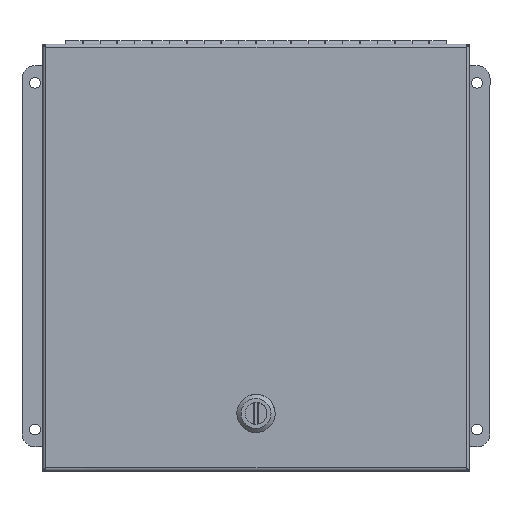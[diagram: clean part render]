
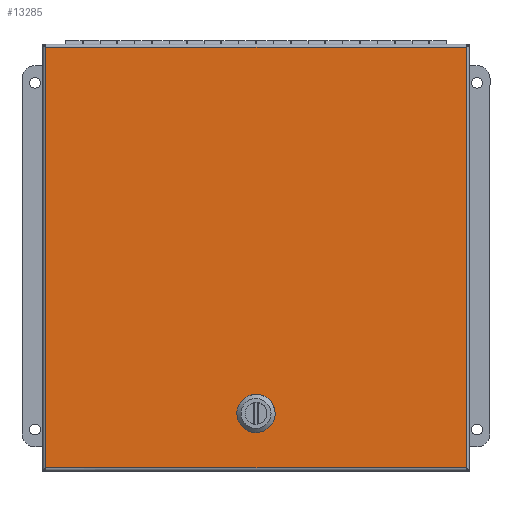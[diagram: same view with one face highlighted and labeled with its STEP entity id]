
A CAD part, top view. The second image highlights one B-rep face of the part: STEP entity #13285.
In plain terms, the highlighted face is planar.
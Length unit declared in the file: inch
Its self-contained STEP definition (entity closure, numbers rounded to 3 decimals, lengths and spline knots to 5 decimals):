
#565=FACE_BOUND('',#2457,.T.);
#664=CIRCLE('',#14362,0.45);
#666=CIRCLE('',#14366,0.45);
#668=CIRCLE('',#14370,0.45);
#670=CIRCLE('',#14374,0.45);
#1253=PLANE('',#14382);
#1674=FACE_OUTER_BOUND('',#2456,.T.);
#2456=EDGE_LOOP('',(#8929,#8930,#8931,#8932));
#2457=EDGE_LOOP('',(#8933,#8934,#8935,#8936,#8937,#8938,#8939,#8940));
#3293=LINE('',#19705,#4427);
#3316=LINE('',#19890,#4450);
#3332=LINE('',#20095,#4466);
#3336=LINE('',#20107,#4470);
#3340=LINE('',#20119,#4474);
#3344=LINE('',#20130,#4478);
#3346=LINE('',#20134,#4480);
#3348=LINE('',#20138,#4482);
#4427=VECTOR('',#15731,0.3937);
#4450=VECTOR('',#15776,0.3937);
#4466=VECTOR('',#15830,0.3937);
#4470=VECTOR('',#15842,0.3937);
#4474=VECTOR('',#15854,0.3937);
#4478=VECTOR('',#15866,0.3937);
#4480=VECTOR('',#15872,0.3937);
#4482=VECTOR('',#15878,0.3937);
#5658=VERTEX_POINT('',#19569);
#5681=VERTEX_POINT('',#19704);
#5693=VERTEX_POINT('',#19805);
#5703=VERTEX_POINT('',#19884);
#5708=VERTEX_POINT('',#20085);
#5709=VERTEX_POINT('',#20086);
#5712=VERTEX_POINT('',#20094);
#5714=VERTEX_POINT('',#20100);
#5716=VERTEX_POINT('',#20106);
#5718=VERTEX_POINT('',#20112);
#5720=VERTEX_POINT('',#20118);
#5722=VERTEX_POINT('',#20124);
#6860=EDGE_CURVE('',#5681,#5658,#3293,.T.);
#6897=EDGE_CURVE('',#5693,#5703,#3316,.T.);
#6920=EDGE_CURVE('',#5708,#5709,#664,.T.);
#6924=EDGE_CURVE('',#5712,#5708,#3332,.T.);
#6927=EDGE_CURVE('',#5714,#5712,#666,.T.);
#6930=EDGE_CURVE('',#5716,#5714,#3336,.T.);
#6933=EDGE_CURVE('',#5718,#5716,#668,.T.);
#6936=EDGE_CURVE('',#5720,#5718,#3340,.T.);
#6939=EDGE_CURVE('',#5722,#5720,#670,.T.);
#6942=EDGE_CURVE('',#5709,#5722,#3344,.T.);
#6944=EDGE_CURVE('',#5703,#5681,#3346,.T.);
#6946=EDGE_CURVE('',#5658,#5693,#3348,.T.);
#8929=ORIENTED_EDGE('',*,*,#6897,.T.);
#8930=ORIENTED_EDGE('',*,*,#6944,.T.);
#8931=ORIENTED_EDGE('',*,*,#6860,.T.);
#8932=ORIENTED_EDGE('',*,*,#6946,.T.);
#8933=ORIENTED_EDGE('',*,*,#6920,.T.);
#8934=ORIENTED_EDGE('',*,*,#6942,.T.);
#8935=ORIENTED_EDGE('',*,*,#6939,.T.);
#8936=ORIENTED_EDGE('',*,*,#6936,.T.);
#8937=ORIENTED_EDGE('',*,*,#6933,.T.);
#8938=ORIENTED_EDGE('',*,*,#6930,.T.);
#8939=ORIENTED_EDGE('',*,*,#6927,.T.);
#8940=ORIENTED_EDGE('',*,*,#6924,.T.);
#13285=ADVANCED_FACE('',(#1674,#565),#1253,.F.);
#14362=AXIS2_PLACEMENT_3D('',#20087,#15822,#15823);
#14366=AXIS2_PLACEMENT_3D('',#20101,#15835,#15836);
#14370=AXIS2_PLACEMENT_3D('',#20113,#15847,#15848);
#14374=AXIS2_PLACEMENT_3D('',#20125,#15859,#15860);
#14382=AXIS2_PLACEMENT_3D('',#20140,#15881,#15882);
#15731=DIRECTION('',(0.,1.,0.));
#15776=DIRECTION('',(0.,-1.,0.));
#15822=DIRECTION('center_axis',(0.,0.,1.));
#15823=DIRECTION('ref_axis',(-0.889,0.458,0.));
#15830=DIRECTION('',(-1.,0.,0.));
#15835=DIRECTION('center_axis',(0.,0.,1.));
#15836=DIRECTION('ref_axis',(0.458,0.889,0.));
#15842=DIRECTION('',(0.,1.,0.));
#15847=DIRECTION('center_axis',(0.,0.,1.));
#15848=DIRECTION('ref_axis',(0.889,-0.458,0.));
#15854=DIRECTION('',(1.,0.,0.));
#15859=DIRECTION('center_axis',(0.,0.,1.));
#15860=DIRECTION('ref_axis',(-0.458,-0.889,0.));
#15866=DIRECTION('',(0.,-1.,0.));
#15872=DIRECTION('',(-1.,0.,0.));
#15878=DIRECTION('',(1.,0.,0.));
#15881=DIRECTION('center_axis',(0.,0.,1.));
#15882=DIRECTION('ref_axis',(1.,0.,0.));
#19569=CARTESIAN_POINT('',(0.09325,12.21675,0.));
#19704=CARTESIAN_POINT('',(0.09325,0.09325,0.));
#19705=CARTESIAN_POINT('',(0.09325,3.12413,0.));
#19805=CARTESIAN_POINT('',(12.21675,12.21675,0.));
#19884=CARTESIAN_POINT('',(12.21675,0.09325,0.));
#19890=CARTESIAN_POINT('',(12.21675,9.18588,0.));
#20085=CARTESIAN_POINT('',(10.44384,6.555,0.));
#20086=CARTESIAN_POINT('',(10.25,6.36116,0.));
#20087=CARTESIAN_POINT('Origin',(10.65,6.155,0.));
#20094=CARTESIAN_POINT('',(10.85616,6.555,0.));
#20095=CARTESIAN_POINT('',(8.50558,6.555,0.));
#20100=CARTESIAN_POINT('',(11.05,6.36116,0.));
#20101=CARTESIAN_POINT('Origin',(10.65,6.155,0.));
#20106=CARTESIAN_POINT('',(11.05,5.94884,0.));
#20107=CARTESIAN_POINT('',(11.05,6.05192,0.));
#20112=CARTESIAN_POINT('',(10.85616,5.755,0.));
#20113=CARTESIAN_POINT('Origin',(10.65,6.155,0.));
#20118=CARTESIAN_POINT('',(10.44384,5.755,0.));
#20119=CARTESIAN_POINT('',(8.29942,5.755,0.));
#20124=CARTESIAN_POINT('',(10.25,5.94884,0.));
#20125=CARTESIAN_POINT('Origin',(10.65,6.155,0.));
#20130=CARTESIAN_POINT('',(10.25,6.25808,0.));
#20134=CARTESIAN_POINT('',(9.18588,0.09325,0.));
#20138=CARTESIAN_POINT('',(3.12413,12.21675,0.));
#20140=CARTESIAN_POINT('Origin',(6.155,6.155,0.));
